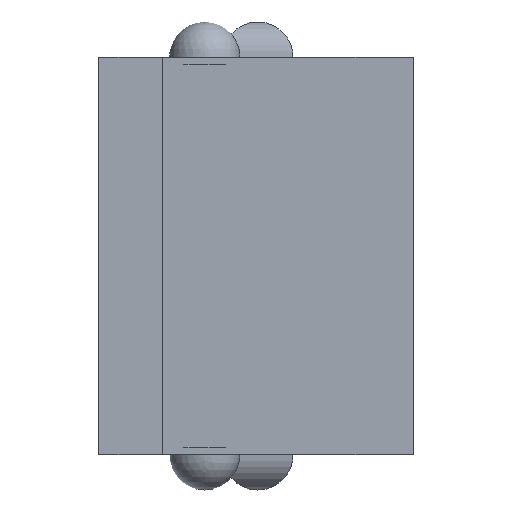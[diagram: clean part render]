
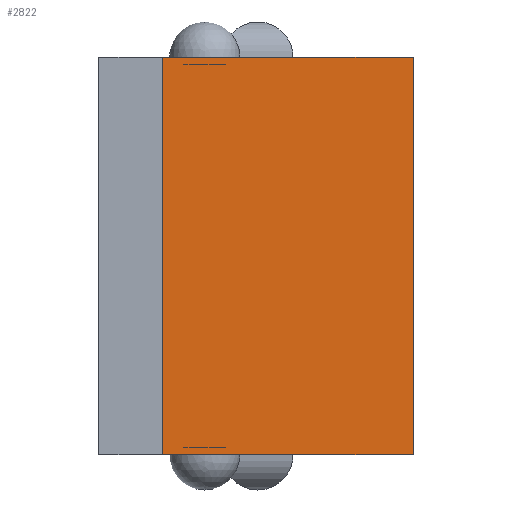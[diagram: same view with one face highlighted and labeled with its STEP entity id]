
A CAD part, left-side view. The second image highlights one B-rep face of the part: STEP entity #2822.
In plain terms, the highlighted planar face has unit normal (-1, 0, 0).
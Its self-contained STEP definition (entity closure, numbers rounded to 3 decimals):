
#190=PLANE('',#3094);
#346=FACE_OUTER_BOUND('',#554,.T.);
#554=EDGE_LOOP('',(#2402,#2403,#2404,#2405));
#675=LINE('',#4184,#931);
#699=LINE('',#4236,#955);
#851=LINE('',#4638,#1107);
#852=LINE('',#4640,#1108);
#931=VECTOR('',#3318,10.);
#955=VECTOR('',#3354,10.);
#1107=VECTOR('',#3774,10.);
#1108=VECTOR('',#3777,10.);
#1306=VERTEX_POINT('',#4181);
#1307=VERTEX_POINT('',#4183);
#1328=VERTEX_POINT('',#4233);
#1329=VERTEX_POINT('',#4235);
#1569=EDGE_CURVE('',#1306,#1307,#675,.T.);
#1595=EDGE_CURVE('',#1329,#1328,#699,.T.);
#1786=EDGE_CURVE('',#1328,#1307,#851,.T.);
#1787=EDGE_CURVE('',#1306,#1329,#852,.T.);
#2402=ORIENTED_EDGE('',*,*,#1786,.T.);
#2403=ORIENTED_EDGE('',*,*,#1569,.F.);
#2404=ORIENTED_EDGE('',*,*,#1787,.T.);
#2405=ORIENTED_EDGE('',*,*,#1595,.T.);
#2822=ADVANCED_FACE('',(#346),#190,.T.);
#3094=AXIS2_PLACEMENT_3D('',#4639,#3775,#3776);
#3318=DIRECTION('',(0.,1.,0.));
#3354=DIRECTION('',(0.,1.,0.));
#3774=DIRECTION('',(0.,0.,-1.));
#3775=DIRECTION('center_axis',(-1.,0.,0.));
#3776=DIRECTION('ref_axis',(0.,0.,1.));
#3777=DIRECTION('',(0.,0.,1.));
#4181=CARTESIAN_POINT('',(-147.5,0.,-5.625));
#4183=CARTESIAN_POINT('',(-147.5,7.1,-5.625));
#4184=CARTESIAN_POINT('',(-147.5,0.,-5.625));
#4233=CARTESIAN_POINT('',(-147.5,7.1,5.625));
#4235=CARTESIAN_POINT('',(-147.5,0.,5.625));
#4236=CARTESIAN_POINT('',(-147.5,0.,5.625));
#4638=CARTESIAN_POINT('',(-147.5,7.1,-2.813));
#4639=CARTESIAN_POINT('Origin',(-147.5,0.,-5.625));
#4640=CARTESIAN_POINT('',(-147.5,0.,-5.625));
